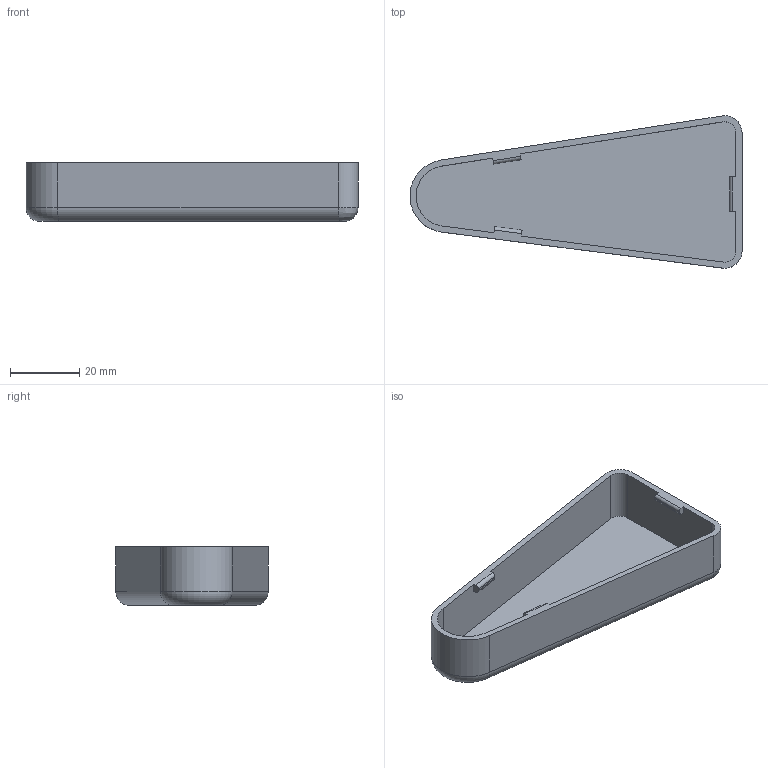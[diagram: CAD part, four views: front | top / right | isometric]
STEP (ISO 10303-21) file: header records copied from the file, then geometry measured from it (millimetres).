
FILE_DESCRIPTION(/* description */ (''),/* implementation_level */ '2;1');
FILE_NAME(/* name */ 'Wine Fridge Hinge Cover v15.step',/* time_stamp */ '2023-11-12T23:06:28-05:00',/* author */ (''),/* organization */ (''),/* preprocessor_version */ 'ST-DEVELOPER v20',/* originating_system */ 'Autodesk Translation Framework v12.14.0.127',/* authorisation */ '');
FILE_SCHEMA (('AUTOMOTIVE_DESIGN { 1 0 10303 214 3 1 1 }'));
Length unit declared in the file: millimetre
Products named in the file (1): Wine Fridge Hinge Cover
Bounding box: 95.98 x 44.1 x 17 mm (x, y, z)
Volume: 10954.8 mm3; surface area: 13445.4 mm2
Topology: 1 solids, 1 shells, 39 faces, 102 edges, 66 vertices
Faces by surface type: plane 21, cylinder 15, bspline 2, torus 1
Entity records: 1254 total; most frequent: CARTESIAN_POINT 236, DIRECTION 211, ORIENTED_EDGE 204, EDGE_CURVE 102, AXIS2_PLACEMENT_3D 71, LINE 69, VECTOR 69, VERTEX_POINT 66
